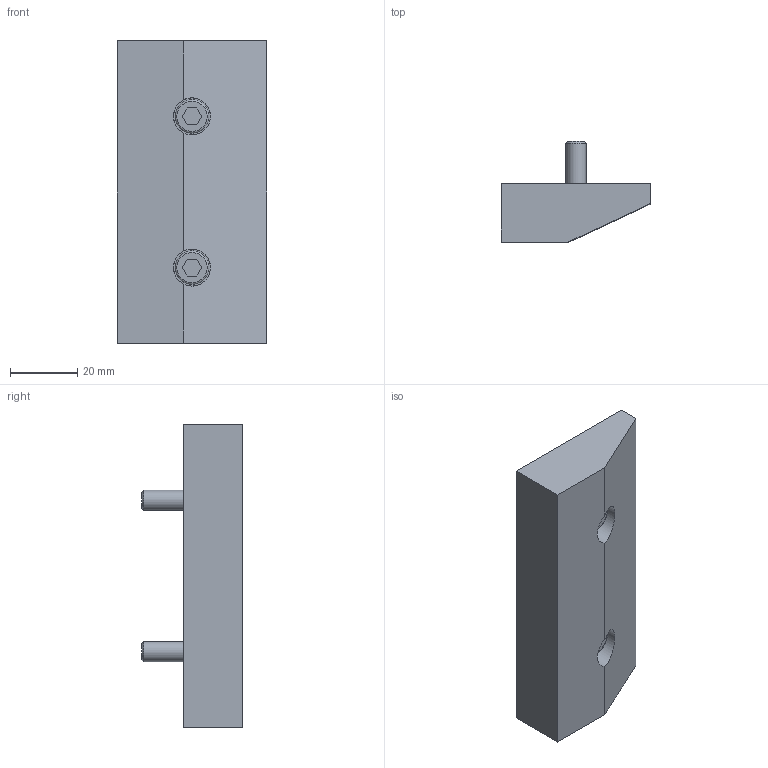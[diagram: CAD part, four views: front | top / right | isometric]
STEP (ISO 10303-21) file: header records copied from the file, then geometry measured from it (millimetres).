
FILE_DESCRIPTION(/* description */ (''),/* implementation_level */ '2;1');
FILE_NAME(/* name */ '41-450-1.stp',/* time_stamp */ '2024-11-08T13:32:05-05:00',/* author */ ('jmurphy'),/* organization */ (''),/* preprocessor_version */ 'ST-DEVELOPER v18.1',/* originating_system */ 'AutoCAD Mechanical',/* authorisation */ '');
FILE_SCHEMA (('AUTOMOTIVE_DESIGN { 1 0 10303 214 3 1 1 }'));
Length unit declared in the file: millimetre
Products named in the file (1): Product
Bounding box: 44.5 x 30.05 x 90 mm (x, y, z)
Volume: 56720.8 mm3; surface area: 13758.9 mm2
Topology: 3 solids, 3 shells, 41 faces, 91 edges, 60 vertices
Faces by surface type: plane 29, cylinder 8, cone 2, torus 2
Full cylindrical faces by diameter (mm): 6 x2, 7 x2, 10 x2, 11 x2
Entity records: 1166 total; most frequent: DIRECTION 203, CARTESIAN_POINT 193, ORIENTED_EDGE 182, EDGE_CURVE 91, AXIS2_PLACEMENT_3D 70, LINE 63, VECTOR 63, VERTEX_POINT 60
